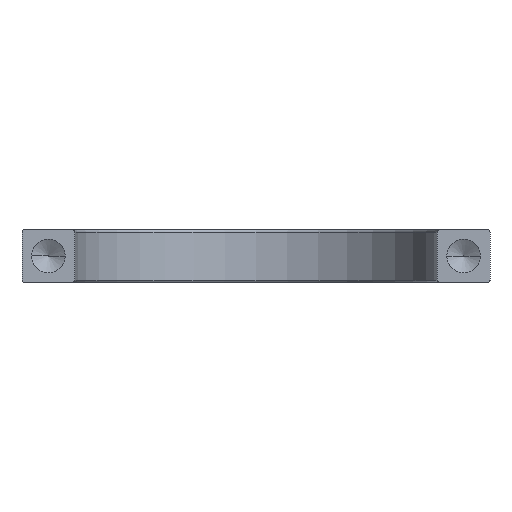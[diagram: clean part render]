
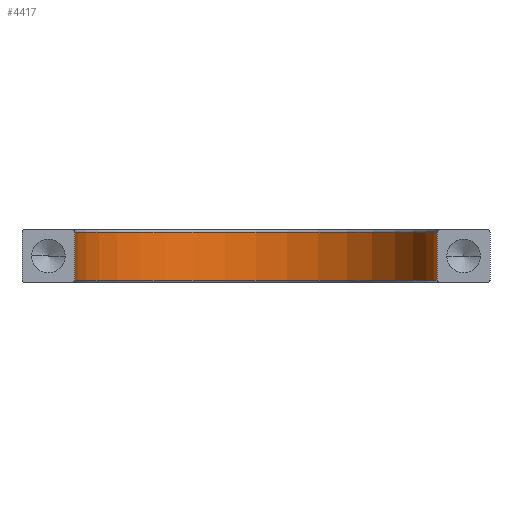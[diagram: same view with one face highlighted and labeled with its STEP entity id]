
A CAD part, left-side view. The second image highlights one B-rep face of the part: STEP entity #4417.
In plain terms, the highlighted cylindrical face has radius 75.5 mm (diameter 151 mm), a partial arc.
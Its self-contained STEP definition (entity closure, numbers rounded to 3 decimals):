
#2219=CARTESIAN_POINT('Vertex',(-140.,65.5,-10.)) ;
#2226=CARTESIAN_POINT('Vertex',(-140.,-85.5,-10.)) ;
#2229=CARTESIAN_POINT('Axis2P3D Location',(-140.,-10.,-10.)) ;
#4375=CARTESIAN_POINT('Line Origine',(-140.,65.5,0.)) ;
#4379=CARTESIAN_POINT('Vertex',(-140.,65.5,10.)) ;
#4394=CARTESIAN_POINT('Axis2P3D Location',(-140.,-10.,0.)) ;
#4399=CARTESIAN_POINT('Axis2P3D Location',(-140.,-10.,10.)) ;
#4403=CARTESIAN_POINT('Vertex',(-140.,-85.5,10.)) ;
#4406=CARTESIAN_POINT('Line Origine',(-140.,-85.5,0.)) ;
#2230=DIRECTION('Axis2P3D Direction',(0.,0.,1.)) ;
#4376=DIRECTION('Vector Direction',(0.,0.,1.)) ;
#4395=DIRECTION('Axis2P3D Direction',(0.,0.,1.)) ;
#4396=DIRECTION('Axis2P3D XDirection',(0.,-1.,-0.)) ;
#4400=DIRECTION('Axis2P3D Direction',(0.,0.,1.)) ;
#4407=DIRECTION('Vector Direction',(0.,0.,1.)) ;
#2231=AXIS2_PLACEMENT_3D('Circle Axis2P3D',#2229,#2230,$) ;
#4397=AXIS2_PLACEMENT_3D('Cylinder Axis2P3D',#4394,#4395,#4396) ;
#4401=AXIS2_PLACEMENT_3D('Circle Axis2P3D',#4399,#4400,$) ;
#4412=ORIENTED_EDGE('',*,*,#4405,.F.) ;
#4413=ORIENTED_EDGE('',*,*,#4381,.F.) ;
#4414=ORIENTED_EDGE('',*,*,#2233,.T.) ;
#4415=ORIENTED_EDGE('',*,*,#4410,.T.) ;
#4377=VECTOR('Line Direction',#4376,1.) ;
#4408=VECTOR('Line Direction',#4407,1.) ;
#4417=ADVANCED_FACE('Corps principal',(#4416),#4398,.F.) ;
#2232=CIRCLE('generated circle',#2231,75.5) ;
#4402=CIRCLE('generated circle',#4401,75.5) ;
#4398=CYLINDRICAL_SURFACE('generated cylinder',#4397,75.5) ;
#2233=EDGE_CURVE('',#2220,#2227,#2232,.F.) ;
#4381=EDGE_CURVE('',#2220,#4380,#4378,.T.) ;
#4405=EDGE_CURVE('',#4380,#4404,#4402,.F.) ;
#4410=EDGE_CURVE('',#2227,#4404,#4409,.T.) ;
#4411=EDGE_LOOP('',(#4412,#4413,#4414,#4415)) ;
#4416=FACE_OUTER_BOUND('',#4411,.T.) ;
#4378=LINE('Line',#4375,#4377) ;
#4409=LINE('Line',#4406,#4408) ;
#2220=VERTEX_POINT('',#2219) ;
#2227=VERTEX_POINT('',#2226) ;
#4380=VERTEX_POINT('',#4379) ;
#4404=VERTEX_POINT('',#4403) ;
